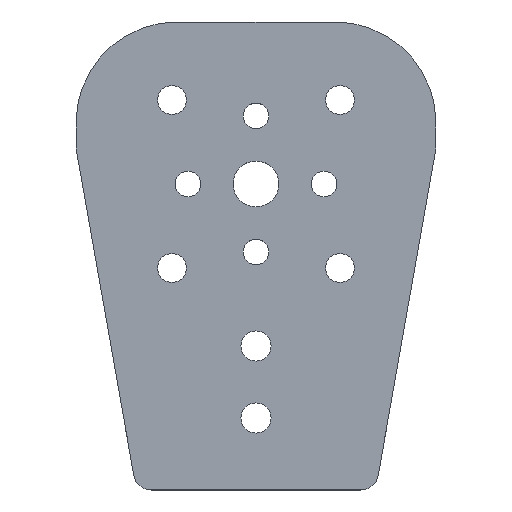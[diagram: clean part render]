
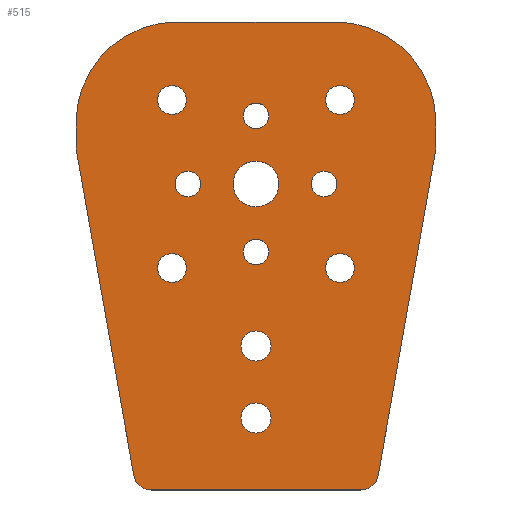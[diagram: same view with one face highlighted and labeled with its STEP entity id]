
A CAD part, top view. The second image highlights one B-rep face of the part: STEP entity #515.
In plain terms, the highlighted planar face has unit normal (0, 0, 1).
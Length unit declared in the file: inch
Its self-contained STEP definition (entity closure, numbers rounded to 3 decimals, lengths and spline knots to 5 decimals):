
#26=FACE_BOUND('',#106,.T.);
#27=FACE_BOUND('',#107,.T.);
#28=FACE_BOUND('',#108,.T.);
#29=FACE_BOUND('',#109,.T.);
#30=FACE_BOUND('',#110,.T.);
#31=FACE_BOUND('',#111,.T.);
#32=FACE_BOUND('',#112,.T.);
#33=FACE_BOUND('',#113,.T.);
#34=FACE_BOUND('',#114,.T.);
#35=FACE_BOUND('',#115,.T.);
#36=FACE_BOUND('',#116,.T.);
#44=PLANE('',#596);
#69=FACE_OUTER_BOUND('',#105,.T.);
#105=EDGE_LOOP('',(#451,#452,#453,#454,#455,#456,#457,#458,#459,#460,#461,
#462));
#106=EDGE_LOOP('',(#463));
#107=EDGE_LOOP('',(#464));
#108=EDGE_LOOP('',(#465));
#109=EDGE_LOOP('',(#466));
#110=EDGE_LOOP('',(#467));
#111=EDGE_LOOP('',(#468));
#112=EDGE_LOOP('',(#469));
#113=EDGE_LOOP('',(#470));
#114=EDGE_LOOP('',(#471));
#115=EDGE_LOOP('',(#472));
#116=EDGE_LOOP('',(#473));
#129=LINE('',#815,#164);
#137=LINE('',#849,#172);
#140=LINE('',#858,#175);
#145=LINE('',#871,#180);
#150=LINE('',#889,#185);
#151=LINE('',#891,#186);
#164=VECTOR('',#667,0.3937);
#172=VECTOR('',#699,0.3937);
#175=VECTOR('',#708,0.3937);
#180=VECTOR('',#723,0.3937);
#185=VECTOR('',#746,0.3937);
#186=VECTOR('',#749,0.3937);
#187=CIRCLE('',#539,0.1005);
#189=CIRCLE('',#542,0.1005);
#191=CIRCLE('',#545,0.1005);
#193=CIRCLE('',#548,0.1005);
#195=CIRCLE('',#551,0.0885);
#197=CIRCLE('',#554,0.0885);
#199=CIRCLE('',#557,0.0885);
#201=CIRCLE('',#560,0.0885);
#203=CIRCLE('',#563,0.125);
#213=CIRCLE('',#576,0.125);
#214=CIRCLE('',#579,0.7);
#215=CIRCLE('',#582,0.7);
#216=CIRCLE('',#584,0.5);
#217=CIRCLE('',#587,0.5);
#218=CIRCLE('',#589,0.15945);
#219=CIRCLE('',#591,0.1045);
#220=CIRCLE('',#593,0.1045);
#221=VERTEX_POINT('',#754);
#223=VERTEX_POINT('',#760);
#225=VERTEX_POINT('',#766);
#227=VERTEX_POINT('',#772);
#229=VERTEX_POINT('',#778);
#231=VERTEX_POINT('',#784);
#233=VERTEX_POINT('',#790);
#235=VERTEX_POINT('',#796);
#237=VERTEX_POINT('',#802);
#238=VERTEX_POINT('',#803);
#242=VERTEX_POINT('',#813);
#255=VERTEX_POINT('',#843);
#256=VERTEX_POINT('',#847);
#257=VERTEX_POINT('',#851);
#258=VERTEX_POINT('',#852);
#259=VERTEX_POINT('',#857);
#260=VERTEX_POINT('',#861);
#261=VERTEX_POINT('',#865);
#262=VERTEX_POINT('',#866);
#263=VERTEX_POINT('',#873);
#264=VERTEX_POINT('',#877);
#265=VERTEX_POINT('',#881);
#266=VERTEX_POINT('',#885);
#267=EDGE_CURVE('',#221,#221,#187,.T.);
#270=EDGE_CURVE('',#223,#223,#189,.T.);
#273=EDGE_CURVE('',#225,#225,#191,.T.);
#276=EDGE_CURVE('',#227,#227,#193,.T.);
#279=EDGE_CURVE('',#229,#229,#195,.T.);
#282=EDGE_CURVE('',#231,#231,#197,.T.);
#285=EDGE_CURVE('',#233,#233,#199,.T.);
#288=EDGE_CURVE('',#235,#235,#201,.T.);
#291=EDGE_CURVE('',#237,#238,#203,.T.);
#297=EDGE_CURVE('',#237,#242,#129,.T.);
#311=EDGE_CURVE('',#255,#242,#213,.T.);
#314=EDGE_CURVE('',#255,#256,#137,.T.);
#315=EDGE_CURVE('',#257,#258,#214,.T.);
#318=EDGE_CURVE('',#259,#258,#140,.T.);
#320=EDGE_CURVE('',#259,#260,#215,.T.);
#322=EDGE_CURVE('',#261,#262,#216,.T.);
#325=EDGE_CURVE('',#261,#238,#145,.T.);
#326=EDGE_CURVE('',#263,#256,#217,.T.);
#328=EDGE_CURVE('',#264,#264,#218,.T.);
#330=EDGE_CURVE('',#265,#265,#219,.T.);
#332=EDGE_CURVE('',#266,#266,#220,.T.);
#334=EDGE_CURVE('',#257,#262,#150,.T.);
#335=EDGE_CURVE('',#263,#260,#151,.T.);
#451=ORIENTED_EDGE('',*,*,#291,.F.);
#452=ORIENTED_EDGE('',*,*,#297,.T.);
#453=ORIENTED_EDGE('',*,*,#311,.F.);
#454=ORIENTED_EDGE('',*,*,#314,.T.);
#455=ORIENTED_EDGE('',*,*,#326,.F.);
#456=ORIENTED_EDGE('',*,*,#335,.T.);
#457=ORIENTED_EDGE('',*,*,#320,.F.);
#458=ORIENTED_EDGE('',*,*,#318,.T.);
#459=ORIENTED_EDGE('',*,*,#315,.F.);
#460=ORIENTED_EDGE('',*,*,#334,.T.);
#461=ORIENTED_EDGE('',*,*,#322,.F.);
#462=ORIENTED_EDGE('',*,*,#325,.T.);
#463=ORIENTED_EDGE('',*,*,#267,.T.);
#464=ORIENTED_EDGE('',*,*,#270,.T.);
#465=ORIENTED_EDGE('',*,*,#273,.T.);
#466=ORIENTED_EDGE('',*,*,#276,.T.);
#467=ORIENTED_EDGE('',*,*,#279,.T.);
#468=ORIENTED_EDGE('',*,*,#282,.T.);
#469=ORIENTED_EDGE('',*,*,#285,.T.);
#470=ORIENTED_EDGE('',*,*,#288,.T.);
#471=ORIENTED_EDGE('',*,*,#332,.T.);
#472=ORIENTED_EDGE('',*,*,#330,.T.);
#473=ORIENTED_EDGE('',*,*,#328,.T.);
#515=ADVANCED_FACE('',(#69,#26,#27,#28,#29,#30,#31,#32,#33,#34,#35,#36),
#44,.T.);
#539=AXIS2_PLACEMENT_3D('',#755,#601,#602);
#542=AXIS2_PLACEMENT_3D('',#761,#608,#609);
#545=AXIS2_PLACEMENT_3D('',#767,#615,#616);
#548=AXIS2_PLACEMENT_3D('',#773,#622,#623);
#551=AXIS2_PLACEMENT_3D('',#779,#629,#630);
#554=AXIS2_PLACEMENT_3D('',#785,#636,#637);
#557=AXIS2_PLACEMENT_3D('',#791,#643,#644);
#560=AXIS2_PLACEMENT_3D('',#797,#650,#651);
#563=AXIS2_PLACEMENT_3D('',#804,#657,#658);
#576=AXIS2_PLACEMENT_3D('',#844,#693,#694);
#579=AXIS2_PLACEMENT_3D('',#853,#702,#703);
#582=AXIS2_PLACEMENT_3D('',#862,#712,#713);
#584=AXIS2_PLACEMENT_3D('',#867,#717,#718);
#587=AXIS2_PLACEMENT_3D('',#874,#726,#727);
#589=AXIS2_PLACEMENT_3D('',#878,#731,#732);
#591=AXIS2_PLACEMENT_3D('',#882,#736,#737);
#593=AXIS2_PLACEMENT_3D('',#886,#741,#742);
#596=AXIS2_PLACEMENT_3D('',#892,#750,#751);
#601=DIRECTION('center_axis',(0.,0.,-1.));
#602=DIRECTION('ref_axis',(0.,-1.,0.));
#608=DIRECTION('center_axis',(0.,0.,-1.));
#609=DIRECTION('ref_axis',(-1.,0.,0.));
#615=DIRECTION('center_axis',(0.,0.,-1.));
#616=DIRECTION('ref_axis',(0.,1.,0.));
#622=DIRECTION('center_axis',(0.,0.,-1.));
#623=DIRECTION('ref_axis',(1.,0.,0.));
#629=DIRECTION('center_axis',(0.,0.,-1.));
#630=DIRECTION('ref_axis',(0.,-1.,0.));
#636=DIRECTION('center_axis',(0.,0.,-1.));
#637=DIRECTION('ref_axis',(-1.,0.,0.));
#643=DIRECTION('center_axis',(0.,0.,-1.));
#644=DIRECTION('ref_axis',(0.,1.,0.));
#650=DIRECTION('center_axis',(0.,0.,-1.));
#651=DIRECTION('ref_axis',(1.,0.,0.));
#657=DIRECTION('center_axis',(0.,0.,-1.));
#658=DIRECTION('ref_axis',(-0.643,-0.766,0.));
#667=DIRECTION('',(1.,0.,0.));
#693=DIRECTION('center_axis',(0.,0.,-1.));
#694=DIRECTION('ref_axis',(0.643,-0.766,0.));
#699=DIRECTION('',(0.174,0.985,0.));
#702=DIRECTION('center_axis',(0.,0.,-1.));
#703=DIRECTION('ref_axis',(-0.707,0.707,0.));
#708=DIRECTION('',(-1.,0.,0.));
#712=DIRECTION('center_axis',(0.,0.,-1.));
#713=DIRECTION('ref_axis',(0.707,0.707,0.));
#717=DIRECTION('center_axis',(0.,0.,-1.));
#718=DIRECTION('ref_axis',(-0.996,-0.087,0.));
#723=DIRECTION('',(0.174,-0.985,0.));
#726=DIRECTION('center_axis',(0.,0.,-1.));
#727=DIRECTION('ref_axis',(0.996,-0.087,0.));
#731=DIRECTION('center_axis',(0.,0.,-1.));
#732=DIRECTION('ref_axis',(-1.,0.,0.));
#736=DIRECTION('center_axis',(0.,0.,-1.));
#737=DIRECTION('ref_axis',(-1.,0.,0.));
#741=DIRECTION('center_axis',(0.,0.,-1.));
#742=DIRECTION('ref_axis',(-1.,0.,0.));
#746=DIRECTION('',(0.,-1.,0.));
#749=DIRECTION('',(0.,1.,0.));
#750=DIRECTION('center_axis',(0.,0.,1.));
#751=DIRECTION('ref_axis',(1.,0.,0.));
#754=CARTESIAN_POINT('',(1.83336,1.39214,0.13));
#755=CARTESIAN_POINT('Origin',(1.83336,1.29164,0.13));
#760=CARTESIAN_POINT('',(0.76714,1.29164,0.13));
#761=CARTESIAN_POINT('Origin',(0.66664,1.29164,0.13));
#766=CARTESIAN_POINT('',(0.66664,2.35786,0.13));
#767=CARTESIAN_POINT('Origin',(0.66664,2.45836,0.13));
#772=CARTESIAN_POINT('',(1.73286,2.45836,0.13));
#773=CARTESIAN_POINT('Origin',(1.83336,2.45836,0.13));
#778=CARTESIAN_POINT('',(1.72244,1.9635,0.13));
#779=CARTESIAN_POINT('Origin',(1.72244,1.875,0.13));
#784=CARTESIAN_POINT('',(1.3385,1.40256,0.13));
#785=CARTESIAN_POINT('Origin',(1.25,1.40256,0.13));
#790=CARTESIAN_POINT('',(0.77756,1.7865,0.13));
#791=CARTESIAN_POINT('Origin',(0.77756,1.875,0.13));
#796=CARTESIAN_POINT('',(1.1615,2.34744,0.13));
#797=CARTESIAN_POINT('Origin',(1.25,2.34744,0.13));
#802=CARTESIAN_POINT('',(0.52399,-0.25,0.13));
#803=CARTESIAN_POINT('',(0.40089,-0.14672,0.13));
#804=CARTESIAN_POINT('Origin',(0.52399,-0.125,0.13));
#813=CARTESIAN_POINT('',(1.97601,-0.25,0.13));
#815=CARTESIAN_POINT('',(0.41912,-0.25,0.13));
#843=CARTESIAN_POINT('',(2.09911,-0.14672,0.13));
#844=CARTESIAN_POINT('Origin',(1.97601,-0.125,0.13));
#847=CARTESIAN_POINT('',(2.49239,2.08189,0.13));
#849=CARTESIAN_POINT('',(2.08088,-0.25,0.13));
#851=CARTESIAN_POINT('',(0.,2.3,0.13));
#852=CARTESIAN_POINT('',(0.7,3.,0.13));
#853=CARTESIAN_POINT('Origin',(0.7,2.3,0.13));
#857=CARTESIAN_POINT('',(1.8,3.,0.13));
#858=CARTESIAN_POINT('',(2.5,3.,0.13));
#861=CARTESIAN_POINT('',(2.5,2.3,0.13));
#862=CARTESIAN_POINT('Origin',(1.8,2.3,0.13));
#865=CARTESIAN_POINT('',(0.00761,2.08189,0.13));
#866=CARTESIAN_POINT('',(0.,2.16878,0.13));
#867=CARTESIAN_POINT('Origin',(0.5,2.16878,0.13));
#871=CARTESIAN_POINT('',(0.,2.125,0.13));
#873=CARTESIAN_POINT('',(2.5,2.16878,0.13));
#874=CARTESIAN_POINT('Origin',(2.,2.16878,0.13));
#877=CARTESIAN_POINT('',(1.40945,1.875,0.13));
#878=CARTESIAN_POINT('Origin',(1.25,1.875,0.13));
#881=CARTESIAN_POINT('',(1.3545,0.75,0.13));
#882=CARTESIAN_POINT('Origin',(1.25,0.75,0.13));
#885=CARTESIAN_POINT('',(1.3545,0.25,0.13));
#886=CARTESIAN_POINT('Origin',(1.25,0.25,0.13));
#889=CARTESIAN_POINT('',(0.,3.,0.13));
#891=CARTESIAN_POINT('',(2.5,2.125,0.13));
#892=CARTESIAN_POINT('Origin',(1.25,1.375,0.13));
